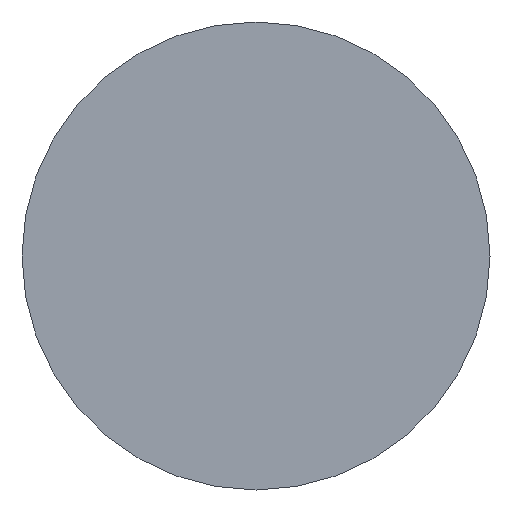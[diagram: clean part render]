
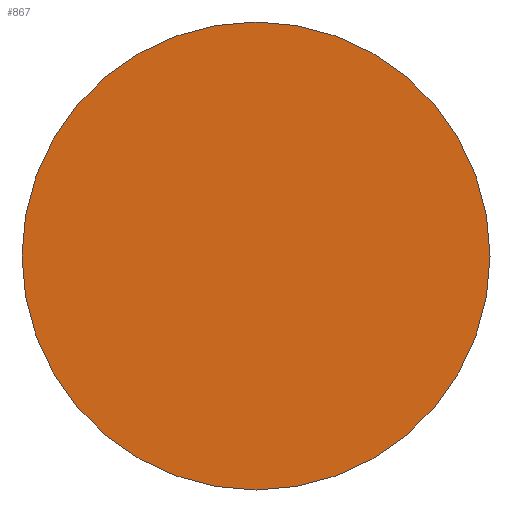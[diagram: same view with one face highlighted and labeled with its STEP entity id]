
A CAD part, front view. The second image highlights one B-rep face of the part: STEP entity #867.
In plain terms, the highlighted planar face has unit normal (0, -1, 0).
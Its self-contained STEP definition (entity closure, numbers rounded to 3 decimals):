
#101 = CIRCLE ( 'NONE', #1241, 4.2 ) ;
#165 = EDGE_CURVE ( 'NONE', #681, #293, #101, .T. ) ;
#187 = CARTESIAN_POINT ( 'NONE',  ( -9.632, 0., 0. ) ) ;
#193 = CARTESIAN_POINT ( 'NONE',  ( -5.432, 0., 0. ) ) ;
#228 = ORIENTED_EDGE ( 'NONE', *, *, #165, .F. ) ;
#293 = VERTEX_POINT ( 'NONE', #431 ) ;
#342 = DIRECTION ( 'NONE',  ( 0., -1., 0. ) ) ;
#431 = CARTESIAN_POINT ( 'NONE',  ( -1.232, 0., 0. ) ) ;
#555 = CARTESIAN_POINT ( 'NONE',  ( 0., 0., 0. ) ) ;
#681 = VERTEX_POINT ( 'NONE', #187 ) ;
#689 = ORIENTED_EDGE ( 'NONE', *, *, #715, .F. ) ;
#715 = EDGE_CURVE ( 'NONE', #293, #681, #1013, .T. ) ;
#758 = DIRECTION ( 'NONE',  ( 1., 0., 0. ) ) ;
#867 = ADVANCED_FACE ( 'NONE', ( #1429 ), #1220, .T. ) ;
#870 = DIRECTION ( 'NONE',  ( -1., 0., 0. ) ) ;
#877 = CARTESIAN_POINT ( 'NONE',  ( -5.432, 0., 0. ) ) ;
#959 = EDGE_LOOP ( 'NONE', ( #228, #689 ) ) ;
#1013 = CIRCLE ( 'NONE', #1412, 4.2 ) ;
#1058 = DIRECTION ( 'NONE',  ( 0., 1., 0. ) ) ;
#1184 = DIRECTION ( 'NONE',  ( 0., 1., 0. ) ) ;
#1220 = PLANE ( 'NONE',  #1432 ) ;
#1241 = AXIS2_PLACEMENT_3D ( 'NONE', #877, #1058, #870 ) ;
#1289 = DIRECTION ( 'NONE',  ( -1., 0., 0. ) ) ;
#1412 = AXIS2_PLACEMENT_3D ( 'NONE', #193, #1184, #1289 ) ;
#1429 = FACE_OUTER_BOUND ( 'NONE', #959, .T. ) ;
#1432 = AXIS2_PLACEMENT_3D ( 'NONE', #555, #342, #758 ) ;
